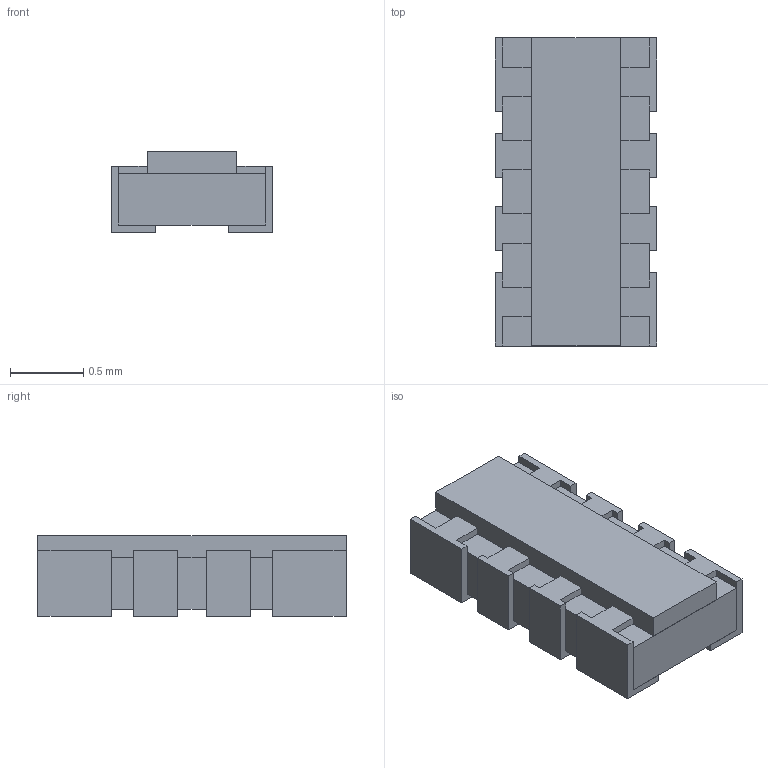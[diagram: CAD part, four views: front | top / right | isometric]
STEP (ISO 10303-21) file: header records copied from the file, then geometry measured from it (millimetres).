
FILE_DESCRIPTION((''),'2;1');
FILE_NAME('RN_YAGEO_YC124.stp','2011-11-30T15:47:47',(''),(''),'Mechanical Desktop 2011','Mechanical Desktop 2011',', , ');
FILE_SCHEMA(('AUTOMOTIVE_DESIGN { 1 2 10303 214 1 1 1 1 }'));
Length unit declared in the file: millimetre
Products named in the file (1): Product
Bounding box: 1.1 x 2.1 x 0.55 mm (x, y, z)
Volume: 1.1 mm3; surface area: 16.1 mm2
Topology: 10 solids, 10 shells, 108 faces, 264 edges, 176 vertices
Faces by surface type: plane 54, bspline 54
Entity records: 3158 total; most frequent: CARTESIAN_POINT 711, ORIENTED_EDGE 528, DIRECTION 374, VECTOR 264, LINE 264, EDGE_CURVE 264, VERTEX_POINT 176, EDGE_LOOP 108
